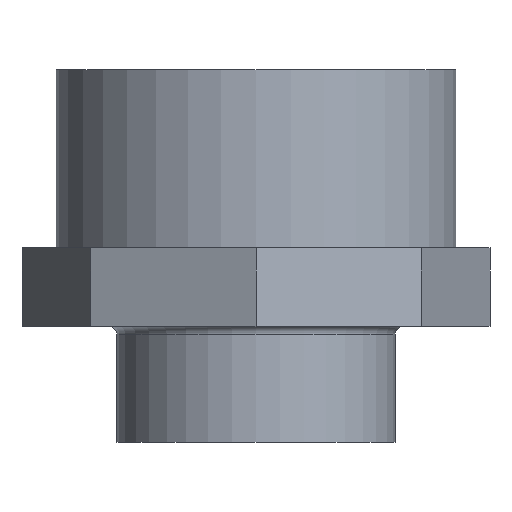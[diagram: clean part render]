
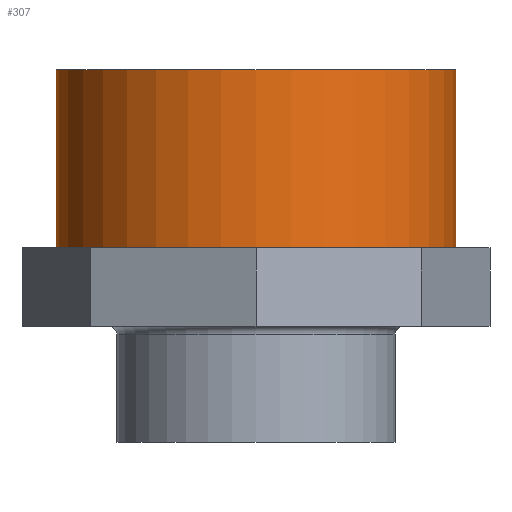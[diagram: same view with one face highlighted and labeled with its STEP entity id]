
A CAD part, front view. The second image highlights one B-rep face of the part: STEP entity #307.
In plain terms, the highlighted cylindrical face has radius 37 mm (diameter 74 mm), a full revolution.
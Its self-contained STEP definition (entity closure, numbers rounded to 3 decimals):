
#19=CYLINDRICAL_SURFACE($,#339,37.);
#33=FACE_BOUND($,#91,.T.);
#37=CIRCLE($,#322,37.);
#46=CIRCLE($,#340,37.);
#62=FACE_OUTER_BOUND($,#90,.T.);
#90=EDGE_LOOP($,(#270));
#91=EDGE_LOOP($,(#271));
#160=VERTEX_POINT($,#482);
#169=VERTEX_POINT($,#509);
#195=EDGE_CURVE($,#160,#160,#37,.T.);
#204=EDGE_CURVE($,#169,#169,#46,.T.);
#270=ORIENTED_EDGE($,*,*,#195,.T.);
#271=ORIENTED_EDGE($,*,*,#204,.F.);
#307=ADVANCED_FACE($,(#62,#33),#19,.T.);
#322=AXIS2_PLACEMENT_3D($,#483,#388,#389);
#339=AXIS2_PLACEMENT_3D($,#508,#422,#423);
#340=AXIS2_PLACEMENT_3D($,#510,#424,#425);
#388=DIRECTION('center_axis',(0.,0.,1.));
#389=DIRECTION('ref_axis',(0.,-1.,0.));
#422=DIRECTION('center_axis',(0.,0.,1.));
#423=DIRECTION('ref_axis',(0.,-1.,0.));
#424=DIRECTION('center_axis',(0.,0.,1.));
#425=DIRECTION('ref_axis',(0.,-1.,0.));
#482=CARTESIAN_POINT('',(-37.,0.,7.));
#483=CARTESIAN_POINT('Origin',(0.,0.,7.));
#508=CARTESIAN_POINT('Origin',(0.,0.,16.25));
#509=CARTESIAN_POINT('',(0.,-37.,40.));
#510=CARTESIAN_POINT('Origin',(0.,0.,40.));
